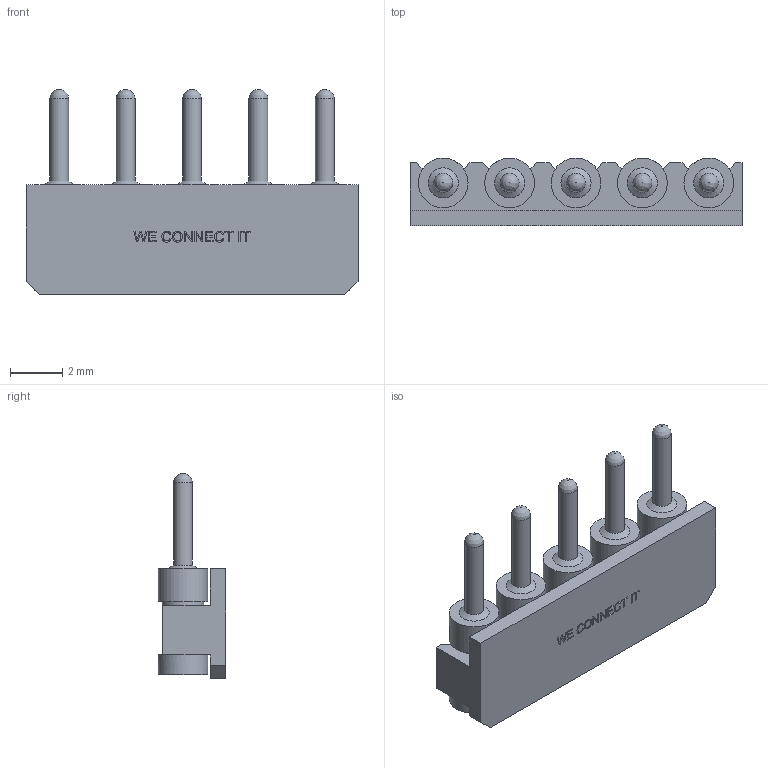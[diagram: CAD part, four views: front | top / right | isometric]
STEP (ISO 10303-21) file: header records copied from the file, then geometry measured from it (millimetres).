
FILE_DESCRIPTION(/* description */ (''),/* implementation_level */ '2;1');
FILE_NAME(/* name */ '5255-05-1-xx-xx-xx.stp',/* time_stamp */ '2017-11-28T12:50:56+01:00',/* author */ ('andreas.larin'),/* organization */ (''),/* preprocessor_version */ 'ST-DEVELOPER v15.6',/* originating_system */ 'Autodesk Inventor 2015',/* authorisation */ '');
FILE_SCHEMA (('AUTOMOTIVE_DESIGN { 1 0 10303 214 3 1 1 }'));
Length unit declared in the file: centimetre
Products named in the file (1): 5255-05-1-xx-xx-xx
Bounding box: 12.7 x 2.59 x 7.84 mm (x, y, z)
Volume: 110.5 mm3; surface area: 300.5 mm2
Topology: 1 solids, 1 shells, 215 faces, 563 edges, 372 vertices
Faces by surface type: plane 155, bspline 35, cylinder 20, cone 5
Full cylindrical faces by diameter (mm): 0.72 x5, 1.59 x5, 1.9 x10
Entity records: 6982 total; most frequent: CARTESIAN_POINT 1768, ORIENTED_EDGE 1056, DIRECTION 895, EDGE_CURVE 528, LINE 393, VECTOR 393, VERTEX_POINT 362, EDGE_LOOP 262
